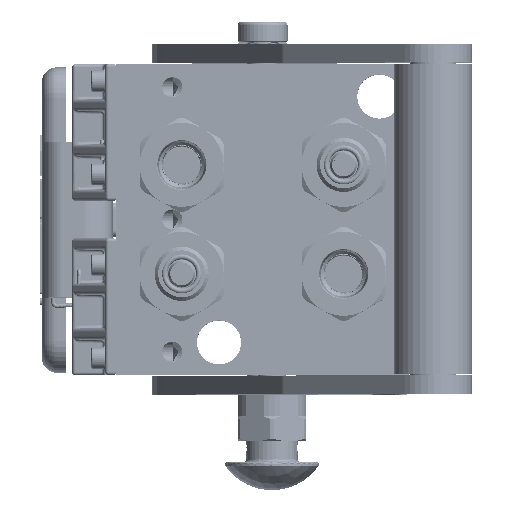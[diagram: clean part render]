
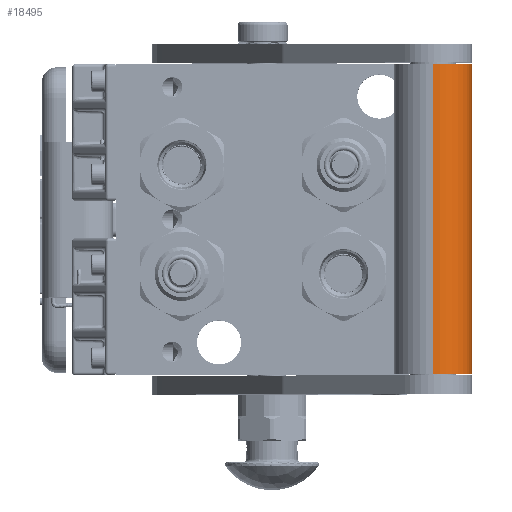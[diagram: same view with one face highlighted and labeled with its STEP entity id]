
A CAD part, top view. The second image highlights one B-rep face of the part: STEP entity #18495.
In plain terms, the highlighted cylindrical face has radius 12.5 mm (diameter 25 mm), a partial arc.
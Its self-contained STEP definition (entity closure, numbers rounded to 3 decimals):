
#1332 = EDGE_CURVE ( 'NONE', #32538, #1601, #31494, .T. ) ;
#1601 = VERTEX_POINT ( 'NONE', #104724 ) ;
#6676 = DIRECTION ( 'NONE',  ( -1., 0., 0. ) ) ;
#10545 = AXIS2_PLACEMENT_3D ( 'NONE', #29954, #114605, #149811 ) ;
#15343 = DIRECTION ( 'NONE',  ( -1., 0., 0. ) ) ;
#17635 = CARTESIAN_POINT ( 'NONE',  ( 104., 0., -12.5 ) ) ;
#18237 = LINE ( 'NONE', #145640, #68535 ) ;
#18495 = ADVANCED_FACE ( 'NONE', ( #141034 ), #137303, .T. ) ;
#20143 = EDGE_CURVE ( 'NONE', #150564, #50265, #36657, .T. ) ;
#21463 = ORIENTED_EDGE ( 'NONE', *, *, #1332, .T. ) ;
#22180 = DIRECTION ( 'NONE',  ( 0., 0., -1. ) ) ;
#29954 = CARTESIAN_POINT ( 'NONE',  ( 4.5, 0., 0. ) ) ;
#31494 = CIRCLE ( 'NONE', #10545, 12.5 ) ;
#32538 = VERTEX_POINT ( 'NONE', #36112 ) ;
#36112 = CARTESIAN_POINT ( 'NONE',  ( 4.5, 0., -12.5 ) ) ;
#36657 = CIRCLE ( 'NONE', #124912, 12.5 ) ;
#42131 = AXIS2_PLACEMENT_3D ( 'NONE', #104064, #69815, #80742 ) ;
#48910 = ORIENTED_EDGE ( 'NONE', *, *, #20143, .F. ) ;
#50265 = VERTEX_POINT ( 'NONE', #99566 ) ;
#58868 = EDGE_CURVE ( 'NONE', #50265, #1601, #18237, .T. ) ;
#67544 = ORIENTED_EDGE ( 'NONE', *, *, #58868, .F. ) ;
#68535 = VECTOR ( 'NONE', #15343, 1000. ) ;
#69815 = DIRECTION ( 'NONE',  ( -1., 0., 0. ) ) ;
#80742 = DIRECTION ( 'NONE',  ( 0., 0., 1. ) ) ;
#81482 = CARTESIAN_POINT ( 'NONE',  ( 104., 0., 0. ) ) ;
#85318 = VECTOR ( 'NONE', #6676, 1000. ) ;
#86899 = CARTESIAN_POINT ( 'NONE',  ( 104., 0., -12.5 ) ) ;
#93422 = DIRECTION ( 'NONE',  ( 1., 0., 0. ) ) ;
#98910 = EDGE_CURVE ( 'NONE', #150564, #32538, #100190, .T. ) ;
#99566 = CARTESIAN_POINT ( 'NONE',  ( 104., 0., 12.5 ) ) ;
#100190 = LINE ( 'NONE', #17635, #85318 ) ;
#104064 = CARTESIAN_POINT ( 'NONE',  ( -5.425, 0., 0. ) ) ;
#104724 = CARTESIAN_POINT ( 'NONE',  ( 4.5, 0., 12.5 ) ) ;
#105695 = EDGE_LOOP ( 'NONE', ( #21463, #67544, #48910, #149789 ) ) ;
#114605 = DIRECTION ( 'NONE',  ( 1., 0., 0. ) ) ;
#124912 = AXIS2_PLACEMENT_3D ( 'NONE', #81482, #93422, #22180 ) ;
#137303 = CYLINDRICAL_SURFACE ( 'NONE', #42131, 12.5 ) ;
#141034 = FACE_OUTER_BOUND ( 'NONE', #105695, .T. ) ;
#145640 = CARTESIAN_POINT ( 'NONE',  ( 104., 0., 12.5 ) ) ;
#149789 = ORIENTED_EDGE ( 'NONE', *, *, #98910, .T. ) ;
#149811 = DIRECTION ( 'NONE',  ( 0., 0., -1. ) ) ;
#150564 = VERTEX_POINT ( 'NONE', #86899 ) ;
